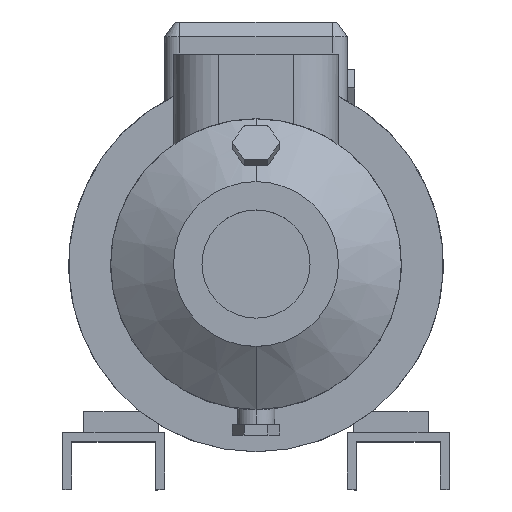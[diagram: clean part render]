
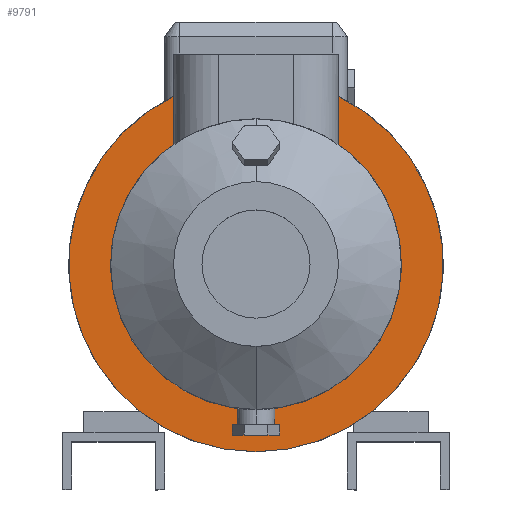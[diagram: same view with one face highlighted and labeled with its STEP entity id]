
A CAD part, top view. The second image highlights one B-rep face of the part: STEP entity #9791.
In plain terms, the highlighted planar face has unit normal (0, 0, 1).
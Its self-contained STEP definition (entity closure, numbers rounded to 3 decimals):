
#55 = VECTOR ( 'NONE', #3638, 1000. ) ;
#252 = AXIS2_PLACEMENT_3D ( 'NONE', #9771, #484, #6914 ) ;
#484 = DIRECTION ( 'NONE',  ( 0., 0., -1. ) ) ;
#599 = VERTEX_POINT ( 'NONE', #9747 ) ;
#857 = CARTESIAN_POINT ( 'NONE',  ( 55., -125.002, -43. ) ) ;
#1020 = DIRECTION ( 'NONE',  ( 0., -1., 0. ) ) ;
#1139 = AXIS2_PLACEMENT_3D ( 'NONE', #10138, #2002, #10198 ) ;
#1185 = ORIENTED_EDGE ( 'NONE', *, *, #9213, .T. ) ;
#1423 = AXIS2_PLACEMENT_3D ( 'NONE', #9603, #6929, #1020 ) ;
#1625 = CARTESIAN_POINT ( 'NONE',  ( 0., 0., -43. ) ) ;
#1690 = DIRECTION ( 'NONE',  ( 0., 1., 0. ) ) ;
#1774 = DIRECTION ( 'NONE',  ( 0., 1., 0. ) ) ;
#1798 = ORIENTED_EDGE ( 'NONE', *, *, #5660, .T. ) ;
#1827 = LINE ( 'NONE', #857, #55 ) ;
#2002 = DIRECTION ( 'NONE',  ( 0., 0., -1. ) ) ;
#2333 = VERTEX_POINT ( 'NONE', #7648 ) ;
#2684 = EDGE_CURVE ( 'NONE', #599, #9976, #8095, .T. ) ;
#2743 = DIRECTION ( 'NONE',  ( 0., 0., -1. ) ) ;
#3101 = CIRCLE ( 'NONE', #9678, 125. ) ;
#3223 = PLANE ( 'NONE',  #1423 ) ;
#3638 = DIRECTION ( 'NONE',  ( 0., 1., 0. ) ) ;
#3666 = CIRCLE ( 'NONE', #4630, 97. ) ;
#3950 = ORIENTED_EDGE ( 'NONE', *, *, #2684, .F. ) ;
#3982 = ORIENTED_EDGE ( 'NONE', *, *, #8849, .F. ) ;
#4266 = EDGE_CURVE ( 'NONE', #5430, #2333, #8239, .T. ) ;
#4415 = CARTESIAN_POINT ( 'NONE',  ( -55., -125.002, -43. ) ) ;
#4630 = AXIS2_PLACEMENT_3D ( 'NONE', #1625, #6235, #5316 ) ;
#4704 = VERTEX_POINT ( 'NONE', #7491 ) ;
#5044 = FACE_OUTER_BOUND ( 'NONE', #5416, .T. ) ;
#5096 = EDGE_CURVE ( 'NONE', #9976, #2333, #3101, .T. ) ;
#5179 = CARTESIAN_POINT ( 'NONE',  ( 0., -97., -43. ) ) ;
#5316 = DIRECTION ( 'NONE',  ( 0., 1., 0. ) ) ;
#5416 = EDGE_LOOP ( 'NONE', ( #3950, #3982, #1185, #1798, #6087, #7772 ) ) ;
#5430 = VERTEX_POINT ( 'NONE', #6304 ) ;
#5660 = EDGE_CURVE ( 'NONE', #8284, #5430, #3666, .T. ) ;
#6087 = ORIENTED_EDGE ( 'NONE', *, *, #4266, .T. ) ;
#6235 = DIRECTION ( 'NONE',  ( 0., 0., -1. ) ) ;
#6304 = CARTESIAN_POINT ( 'NONE',  ( -55., 79.9, -43. ) ) ;
#6914 = DIRECTION ( 'NONE',  ( 0., 1., 0. ) ) ;
#6929 = DIRECTION ( 'NONE',  ( 0., 0., 1. ) ) ;
#6967 = VECTOR ( 'NONE', #1690, 1000. ) ;
#7491 = CARTESIAN_POINT ( 'NONE',  ( 55., 79.9, -43. ) ) ;
#7538 = CARTESIAN_POINT ( 'NONE',  ( 0., 0., -43. ) ) ;
#7648 = CARTESIAN_POINT ( 'NONE',  ( -55., 112.25, -43. ) ) ;
#7772 = ORIENTED_EDGE ( 'NONE', *, *, #5096, .F. ) ;
#8095 = CIRCLE ( 'NONE', #1139, 125. ) ;
#8239 = LINE ( 'NONE', #4415, #6967 ) ;
#8284 = VERTEX_POINT ( 'NONE', #5179 ) ;
#8849 = EDGE_CURVE ( 'NONE', #4704, #599, #1827, .T. ) ;
#9213 = EDGE_CURVE ( 'NONE', #4704, #8284, #10909, .T. ) ;
#9603 = CARTESIAN_POINT ( 'NONE',  ( 0., 97., -43. ) ) ;
#9678 = AXIS2_PLACEMENT_3D ( 'NONE', #7538, #2743, #1774 ) ;
#9747 = CARTESIAN_POINT ( 'NONE',  ( 55., 112.25, -43. ) ) ;
#9771 = CARTESIAN_POINT ( 'NONE',  ( 0., 0., -43. ) ) ;
#9791 = ADVANCED_FACE ( 'NONE', ( #5044 ), #3223, .T. ) ;
#9976 = VERTEX_POINT ( 'NONE', #10943 ) ;
#10138 = CARTESIAN_POINT ( 'NONE',  ( 0., 0., -43. ) ) ;
#10198 = DIRECTION ( 'NONE',  ( 0., 1., 0. ) ) ;
#10909 = CIRCLE ( 'NONE', #252, 97. ) ;
#10943 = CARTESIAN_POINT ( 'NONE',  ( 0., -125., -43. ) ) ;
